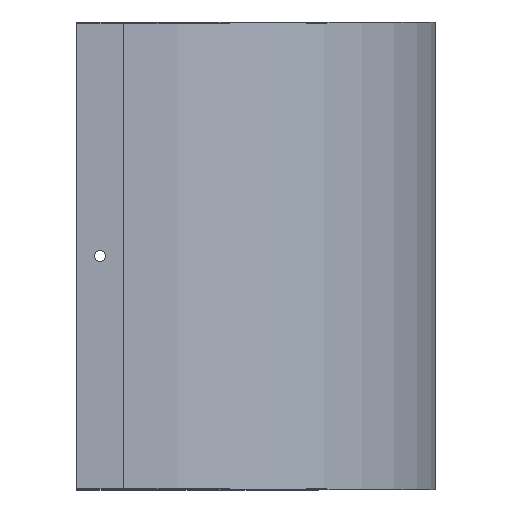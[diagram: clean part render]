
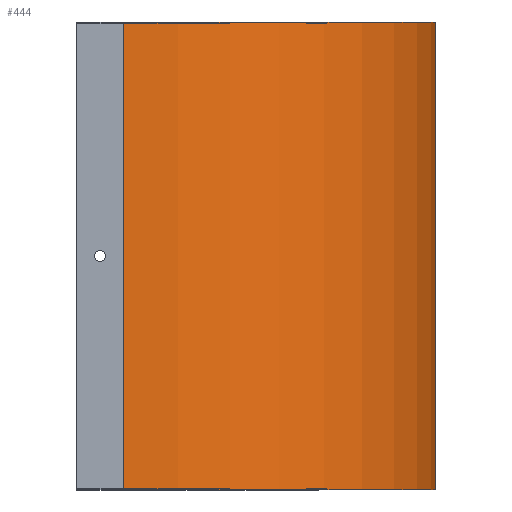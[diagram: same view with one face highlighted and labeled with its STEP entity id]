
A CAD part, front view. The second image highlights one B-rep face of the part: STEP entity #444.
In plain terms, the highlighted cylindrical face has radius 200 mm (diameter 400 mm), a partial arc.
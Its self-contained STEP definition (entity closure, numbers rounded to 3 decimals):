
#106 = CARTESIAN_POINT ( 'NONE',  ( 30., 100., 0.8 ) ) ;
#109 = DIRECTION ( 'NONE',  ( 0., 0., -1. ) ) ;
#144 = DIRECTION ( 'NONE',  ( -1., 0., 0. ) ) ;
#247 = CARTESIAN_POINT ( 'NONE',  ( 30., -100., 0.8 ) ) ;
#444 = ADVANCED_FACE ( 'NONE', ( #1625 ), #1632, .T. ) ;
#491 = DIRECTION ( 'NONE',  ( 0., 0., -1. ) ) ;
#493 = CARTESIAN_POINT ( 'NONE',  ( 30., -100., 0.8 ) ) ;
#494 = DIRECTION ( 'NONE',  ( 1., 0., 0. ) ) ;
#495 = DIRECTION ( 'NONE',  ( 0., 0., 1. ) ) ;
#496 = CARTESIAN_POINT ( 'NONE',  ( 30., 100., 0.8 ) ) ;
#540 = CARTESIAN_POINT ( 'NONE',  ( 230., 100., -299.2 ) ) ;
#544 = CARTESIAN_POINT ( 'NONE',  ( 230., 100., 0.8 ) ) ;
#569 = CARTESIAN_POINT ( 'NONE',  ( 30., -100., -299.2 ) ) ;
#625 = DIRECTION ( 'NONE',  ( 1., 0., 0. ) ) ;
#626 = DIRECTION ( 'NONE',  ( 0., 0., 1. ) ) ;
#627 = CARTESIAN_POINT ( 'NONE',  ( 30., 100., -299.2 ) ) ;
#651 = EDGE_CURVE ( 'NONE', #1495, #1499, #748, .T. ) ;
#667 = EDGE_CURVE ( 'NONE', #1474, #1499, #775, .T. ) ;
#673 = EDGE_CURVE ( 'NONE', #1528, #1495, #784, .T. ) ;
#675 = EDGE_CURVE ( 'NONE', #1528, #1474, #786, .T. ) ;
#748 = LINE ( 'NONE', #1790, #750 ) ;
#750 = VECTOR ( 'NONE', #1796, 1000. ) ;
#775 = CIRCLE ( 'NONE', #1295, 200. ) ;
#784 = CIRCLE ( 'NONE', #1293, 200. ) ;
#786 = LINE ( 'NONE', #493, #791 ) ;
#791 = VECTOR ( 'NONE', #491, 1000. ) ;
#1040 = EDGE_LOOP ( 'NONE', ( #1124, #1125, #1126, #1127 ) ) ;
#1124 = ORIENTED_EDGE ( 'NONE', *, *, #667, .T. ) ;
#1125 = ORIENTED_EDGE ( 'NONE', *, *, #651, .F. ) ;
#1126 = ORIENTED_EDGE ( 'NONE', *, *, #673, .F. ) ;
#1127 = ORIENTED_EDGE ( 'NONE', *, *, #675, .T. ) ;
#1293 = AXIS2_PLACEMENT_3D ( 'NONE', #496, #495, #494 ) ;
#1295 = AXIS2_PLACEMENT_3D ( 'NONE', #627, #626, #625 ) ;
#1343 = AXIS2_PLACEMENT_3D ( 'NONE', #106, #109, #144 ) ;
#1474 = VERTEX_POINT ( 'NONE', #569 ) ;
#1495 = VERTEX_POINT ( 'NONE', #544 ) ;
#1499 = VERTEX_POINT ( 'NONE', #540 ) ;
#1528 = VERTEX_POINT ( 'NONE', #247 ) ;
#1625 = FACE_OUTER_BOUND ( 'NONE', #1040, .T. ) ;
#1632 = CYLINDRICAL_SURFACE ( 'NONE', #1343, 200. ) ;
#1790 = CARTESIAN_POINT ( 'NONE',  ( 230., 100., 0.8 ) ) ;
#1796 = DIRECTION ( 'NONE',  ( 0., 0., -1. ) ) ;
